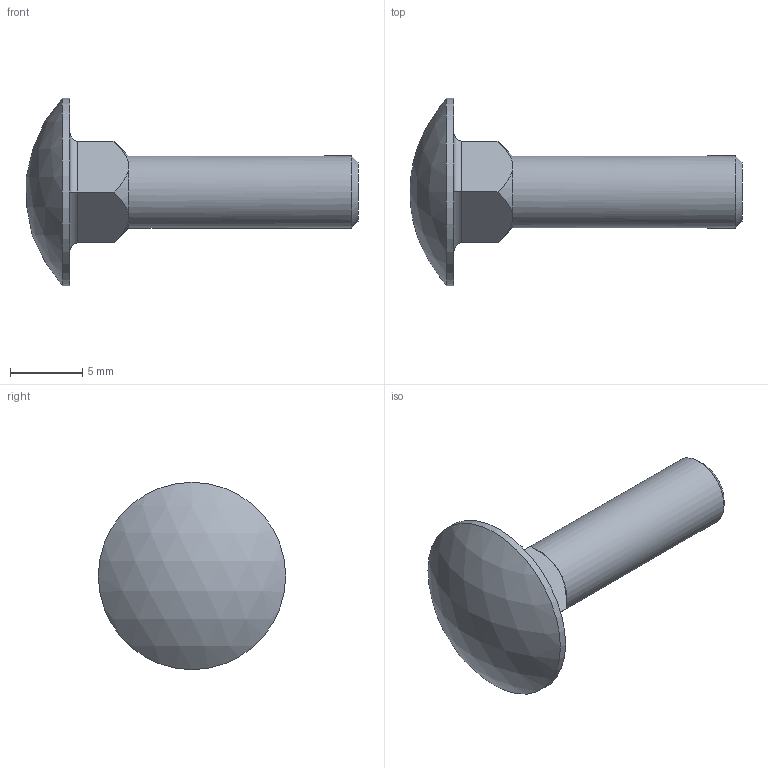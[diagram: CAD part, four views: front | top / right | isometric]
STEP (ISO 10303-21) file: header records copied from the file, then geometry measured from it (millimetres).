
FILE_DESCRIPTION(/* description */ (''),/* implementation_level */ '2;1');
FILE_NAME(/* name */ 'square neck bolt 01_iso_ISO 8677-M5x20-16-N.ipt.step',/* time_stamp */ '2022-11-29T08:44:00+01:00',/* author */ ('diederichbenedict'),/* organization */ (''),/* preprocessor_version */ 'ST-DEVELOPER v18.1',/* originating_system */ 'Autodesk Inventor 2022',/* authorisation */ '');
FILE_SCHEMA (('AUTOMOTIVE_DESIGN { 1 0 10303 214 3 1 1 }'));
Length unit declared in the file: millimetre
Products named in the file (1): square neck bolt 01_iso_ISO 8677-M5x20-16-N
Bounding box: 23.04 x 13 x 13 mm (x, y, z)
Volume: 661.6 mm3; surface area: 625.6 mm2
Topology: 1 solids, 1 shells, 18 faces, 36 edges, 21 vertices
Faces by surface type: cylinder 6, plane 6, cone 5, sphere 1
Full cylindrical faces by diameter (mm): 5 x1, 13 x1
Entity records: 503 total; most frequent: CARTESIAN_POINT 92, DIRECTION 79, ORIENTED_EDGE 72, EDGE_CURVE 36, AXIS2_PLACEMENT_3D 32, VERTEX_POINT 21, EDGE_LOOP 19, FACE_OUTER_BOUND 18
